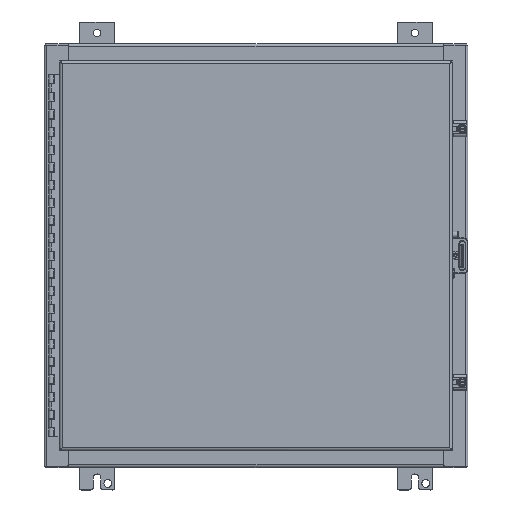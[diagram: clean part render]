
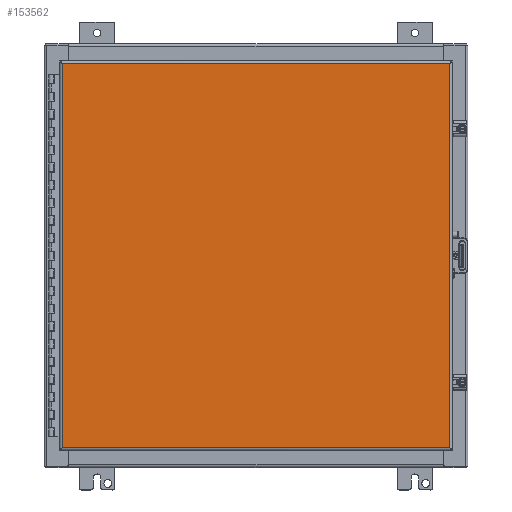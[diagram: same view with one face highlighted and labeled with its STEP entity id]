
A CAD part, top view. The second image highlights one B-rep face of the part: STEP entity #153562.
In plain terms, the highlighted planar face has unit normal (0, 0, -1).
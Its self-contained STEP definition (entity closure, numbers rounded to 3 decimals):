
#10189 = CARTESIAN_POINT ( 'NONE',  ( -10.98, -10.886, 7.073 ) ) ;
#11422 = ORIENTED_EDGE ( 'NONE', *, *, #106602, .T. ) ;
#20536 = DIRECTION ( 'NONE',  ( -1., 0., 0. ) ) ;
#30771 = VECTOR ( 'NONE', #132180, 39.37 ) ;
#31161 = VERTEX_POINT ( 'NONE', #171612 ) ;
#33304 = PLANE ( 'NONE',  #149031 ) ;
#47006 = VECTOR ( 'NONE', #20536, 39.37 ) ;
#48385 = EDGE_CURVE ( 'NONE', #117229, #88771, #153204, .T. ) ;
#63768 = DIRECTION ( 'NONE',  ( -1., 0., 0. ) ) ;
#67504 = CARTESIAN_POINT ( 'NONE',  ( -10.98, -11.031, 7.073 ) ) ;
#79464 = VECTOR ( 'NONE', #89063, 39.37 ) ;
#79821 = ORIENTED_EDGE ( 'NONE', *, *, #143980, .T. ) ;
#85931 = DIRECTION ( 'NONE',  ( 1., 0., 0. ) ) ;
#86782 = CARTESIAN_POINT ( 'NONE',  ( 11.125, 10.886, 7.073 ) ) ;
#87358 = LINE ( 'NONE', #129270, #79464 ) ;
#87704 = LINE ( 'NONE', #111317, #47006 ) ;
#88771 = VERTEX_POINT ( 'NONE', #131747 ) ;
#89063 = DIRECTION ( 'NONE',  ( 0., -1., 0. ) ) ;
#106178 = VERTEX_POINT ( 'NONE', #10189 ) ;
#106602 = EDGE_CURVE ( 'NONE', #106178, #117229, #154945, .T. ) ;
#106930 = ORIENTED_EDGE ( 'NONE', *, *, #125799, .T. ) ;
#111317 = CARTESIAN_POINT ( 'NONE',  ( 11.125, -10.886, 7.073 ) ) ;
#114844 = CARTESIAN_POINT ( 'NONE',  ( -10.98, 10.886, 7.073 ) ) ;
#117229 = VERTEX_POINT ( 'NONE', #114844 ) ;
#119635 = DIRECTION ( 'NONE',  ( 0., 0., 1. ) ) ;
#125799 = EDGE_CURVE ( 'NONE', #31161, #106178, #87704, .T. ) ;
#129270 = CARTESIAN_POINT ( 'NONE',  ( 10.98, -11.031, 7.073 ) ) ;
#129651 = VECTOR ( 'NONE', #85931, 39.37 ) ;
#131747 = CARTESIAN_POINT ( 'NONE',  ( 10.98, 10.886, 7.073 ) ) ;
#132180 = DIRECTION ( 'NONE',  ( 0., 1., 0. ) ) ;
#139830 = CARTESIAN_POINT ( 'NONE',  ( 11.125, -11.031, 7.073 ) ) ;
#143980 = EDGE_CURVE ( 'NONE', #88771, #31161, #87358, .T. ) ;
#147738 = EDGE_LOOP ( 'NONE', ( #11422, #149917, #79821, #106930 ) ) ;
#149031 = AXIS2_PLACEMENT_3D ( 'NONE', #139830, #119635, #63768 ) ;
#149917 = ORIENTED_EDGE ( 'NONE', *, *, #48385, .T. ) ;
#153204 = LINE ( 'NONE', #86782, #129651 ) ;
#153562 = ADVANCED_FACE ( 'NONE', ( #166066 ), #33304, .F. ) ;
#154945 = LINE ( 'NONE', #67504, #30771 ) ;
#166066 = FACE_OUTER_BOUND ( 'NONE', #147738, .T. ) ;
#171612 = CARTESIAN_POINT ( 'NONE',  ( 10.98, -10.886, 7.073 ) ) ;
